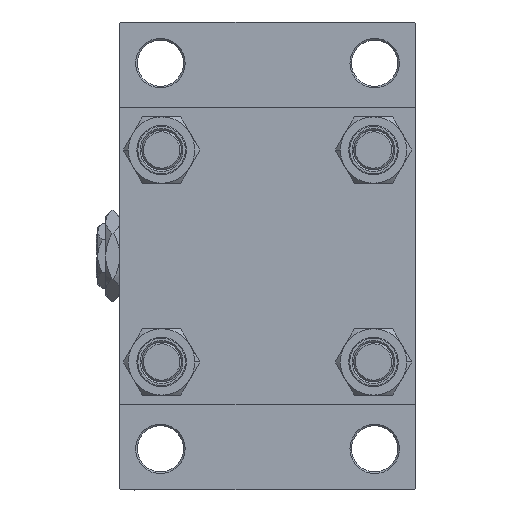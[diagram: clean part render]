
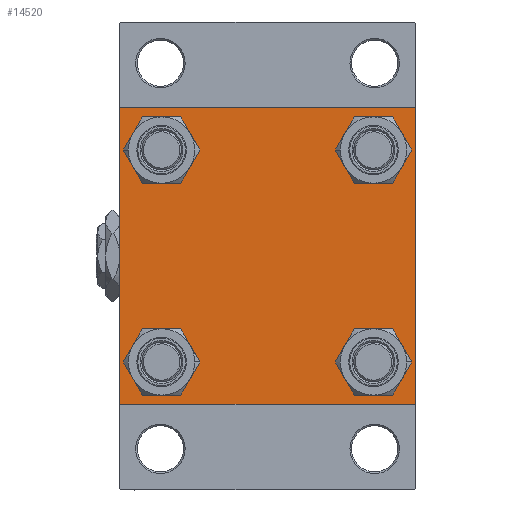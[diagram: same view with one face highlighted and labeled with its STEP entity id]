
A CAD part, left-side view. The second image highlights one B-rep face of the part: STEP entity #14520.
In plain terms, the highlighted planar face has unit normal (-1, 0, 0).
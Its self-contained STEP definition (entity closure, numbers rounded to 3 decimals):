
#38 = ORIENTED_EDGE ( 'NONE', *, *, #11425, .T. ) ;
#594 = VERTEX_POINT ( 'NONE', #9922 ) ;
#1091 = VERTEX_POINT ( 'NONE', #47572 ) ;
#1425 = DIRECTION ( 'NONE',  ( 0., 0., -1. ) ) ;
#1575 = CARTESIAN_POINT ( 'NONE',  ( 0., -32.15, 25.65 ) ) ;
#2265 = DIRECTION ( 'NONE',  ( 1., 0., 0. ) ) ;
#3005 = DIRECTION ( 'NONE',  ( 1., 0., 0. ) ) ;
#3072 = PLANE ( 'NONE',  #30948 ) ;
#3919 = CARTESIAN_POINT ( 'NONE',  ( 0., -44.5, -45. ) ) ;
#4467 = VERTEX_POINT ( 'NONE', #34686 ) ;
#5087 = AXIS2_PLACEMENT_3D ( 'NONE', #20194, #46576, #27490 ) ;
#5508 = EDGE_CURVE ( 'NONE', #6446, #16075, #38146, .T. ) ;
#5929 = EDGE_CURVE ( 'NONE', #1091, #15122, #28368, .T. ) ;
#6227 = AXIS2_PLACEMENT_3D ( 'NONE', #44014, #25169, #13598 ) ;
#6446 = VERTEX_POINT ( 'NONE', #26027 ) ;
#7554 = LINE ( 'NONE', #37513, #28929 ) ;
#7883 = ORIENTED_EDGE ( 'NONE', *, *, #5929, .T. ) ;
#8793 = VERTEX_POINT ( 'NONE', #35451 ) ;
#9833 = CARTESIAN_POINT ( 'NONE',  ( 0., 44.75, 44.75 ) ) ;
#9922 = CARTESIAN_POINT ( 'NONE',  ( 0., 44.5, 45. ) ) ;
#10199 = ORIENTED_EDGE ( 'NONE', *, *, #46998, .T. ) ;
#10811 = AXIS2_PLACEMENT_3D ( 'NONE', #37929, #33925, #22348 ) ;
#10867 = DIRECTION ( 'NONE',  ( 0., 0., 1. ) ) ;
#10983 = CARTESIAN_POINT ( 'NONE',  ( 0., -45., 45. ) ) ;
#11112 = CARTESIAN_POINT ( 'NONE',  ( 0., -44.75, -44.75 ) ) ;
#11425 = EDGE_CURVE ( 'NONE', #40034, #4467, #13583, .T. ) ;
#11690 = ORIENTED_EDGE ( 'NONE', *, *, #41855, .T. ) ;
#13132 = VECTOR ( 'NONE', #13612, 1000. ) ;
#13228 = CARTESIAN_POINT ( 'NONE',  ( 0., 32.15, 38.65 ) ) ;
#13583 = LINE ( 'NONE', #47767, #42156 ) ;
#13598 = DIRECTION ( 'NONE',  ( 0., 0., 1. ) ) ;
#13612 = DIRECTION ( 'NONE',  ( 0., -1., 0. ) ) ;
#13704 = EDGE_CURVE ( 'NONE', #6446, #48626, #47530, .T. ) ;
#14520 = ADVANCED_FACE ( 'NONE', ( #22216, #37556, #26731, #15403, #45816 ), #3072, .T. ) ;
#14545 = ORIENTED_EDGE ( 'NONE', *, *, #18733, .T. ) ;
#15037 = DIRECTION ( 'NONE',  ( 1., 0., 0. ) ) ;
#15122 = VERTEX_POINT ( 'NONE', #30627 ) ;
#15219 = VECTOR ( 'NONE', #1425, 1000. ) ;
#15296 = VERTEX_POINT ( 'NONE', #13228 ) ;
#15403 = FACE_BOUND ( 'NONE', #35387, .T. ) ;
#15485 = CARTESIAN_POINT ( 'NONE',  ( 0., -32.15, -32.15 ) ) ;
#15585 = CIRCLE ( 'NONE', #22852, 6.5 ) ;
#15727 = DIRECTION ( 'NONE',  ( 0., 0., 1. ) ) ;
#15775 = CARTESIAN_POINT ( 'NONE',  ( 0., 32.15, 32.15 ) ) ;
#16069 = DIRECTION ( 'NONE',  ( 1., 0., 0. ) ) ;
#16075 = VERTEX_POINT ( 'NONE', #46392 ) ;
#16143 = EDGE_CURVE ( 'NONE', #41895, #24841, #38988, .T. ) ;
#17308 = AXIS2_PLACEMENT_3D ( 'NONE', #15485, #34612, #15727 ) ;
#17464 = EDGE_LOOP ( 'NONE', ( #11690, #43159 ) ) ;
#17658 = ORIENTED_EDGE ( 'NONE', *, *, #47834, .T. ) ;
#17891 = VECTOR ( 'NONE', #26337, 1000. ) ;
#17970 = EDGE_CURVE ( 'NONE', #31430, #8793, #25423, .T. ) ;
#18040 = CIRCLE ( 'NONE', #10811, 6.5 ) ;
#18567 = CARTESIAN_POINT ( 'NONE',  ( 0., -32.15, 32.15 ) ) ;
#18668 = LINE ( 'NONE', #11112, #46569 ) ;
#18733 = EDGE_CURVE ( 'NONE', #594, #42450, #44277, .T. ) ;
#19309 = DIRECTION ( 'NONE',  ( 0., 0., 1. ) ) ;
#19731 = ORIENTED_EDGE ( 'NONE', *, *, #32162, .T. ) ;
#19825 = VECTOR ( 'NONE', #25189, 1000. ) ;
#20194 = CARTESIAN_POINT ( 'NONE',  ( 0., 32.15, 32.15 ) ) ;
#20405 = DIRECTION ( 'NONE',  ( 0., 0.707, 0.707 ) ) ;
#20807 = ORIENTED_EDGE ( 'NONE', *, *, #13704, .T. ) ;
#22216 = FACE_BOUND ( 'NONE', #17464, .T. ) ;
#22348 = DIRECTION ( 'NONE',  ( 0., 0., 1. ) ) ;
#22852 = AXIS2_PLACEMENT_3D ( 'NONE', #15775, #15037, #27589 ) ;
#22954 = DIRECTION ( 'NONE',  ( 0., 0., 1. ) ) ;
#23809 = AXIS2_PLACEMENT_3D ( 'NONE', #18567, #2265, #19309 ) ;
#24819 = CARTESIAN_POINT ( 'NONE',  ( 0., -32.15, -25.65 ) ) ;
#24841 = VERTEX_POINT ( 'NONE', #24819 ) ;
#24924 = CARTESIAN_POINT ( 'NONE',  ( 0., -32.15, -38.65 ) ) ;
#25169 = DIRECTION ( 'NONE',  ( 1., 0., 0. ) ) ;
#25189 = DIRECTION ( 'NONE',  ( 0., 0.707, -0.707 ) ) ;
#25423 = CIRCLE ( 'NONE', #23809, 6.5 ) ;
#26027 = CARTESIAN_POINT ( 'NONE',  ( 0., -45., 44.5 ) ) ;
#26199 = EDGE_CURVE ( 'NONE', #29650, #15296, #34023, .T. ) ;
#26337 = DIRECTION ( 'NONE',  ( 0., 0., -1. ) ) ;
#26731 = FACE_BOUND ( 'NONE', #40461, .T. ) ;
#26982 = CARTESIAN_POINT ( 'NONE',  ( 0., 0., 0. ) ) ;
#27490 = DIRECTION ( 'NONE',  ( 0., 0., 1. ) ) ;
#27589 = DIRECTION ( 'NONE',  ( 0., 0., 1. ) ) ;
#28359 = CARTESIAN_POINT ( 'NONE',  ( 0., 45., 45. ) ) ;
#28368 = CIRCLE ( 'NONE', #41221, 6.5 ) ;
#28929 = VECTOR ( 'NONE', #37996, 1000. ) ;
#29017 = CARTESIAN_POINT ( 'NONE',  ( 0., 32.15, 25.65 ) ) ;
#29035 = ORIENTED_EDGE ( 'NONE', *, *, #29859, .F. ) ;
#29650 = VERTEX_POINT ( 'NONE', #29017 ) ;
#29661 = ORIENTED_EDGE ( 'NONE', *, *, #26199, .T. ) ;
#29781 = ORIENTED_EDGE ( 'NONE', *, *, #5508, .F. ) ;
#29859 = EDGE_CURVE ( 'NONE', #594, #48626, #46318, .T. ) ;
#30349 = CIRCLE ( 'NONE', #6227, 6.5 ) ;
#30627 = CARTESIAN_POINT ( 'NONE',  ( 0., 32.15, -25.65 ) ) ;
#30948 = AXIS2_PLACEMENT_3D ( 'NONE', #26982, #38534, #22954 ) ;
#31036 = EDGE_CURVE ( 'NONE', #15296, #29650, #15585, .T. ) ;
#31430 = VERTEX_POINT ( 'NONE', #1575 ) ;
#31894 = LINE ( 'NONE', #28359, #15219 ) ;
#32162 = EDGE_CURVE ( 'NONE', #24841, #41895, #18040, .T. ) ;
#32177 = EDGE_LOOP ( 'NONE', ( #19731, #47846 ) ) ;
#32684 = EDGE_LOOP ( 'NONE', ( #38501, #38, #17658, #10199, #29781, #20807, #29035, #14545 ) ) ;
#33460 = DIRECTION ( 'NONE',  ( 0., -0.707, -0.707 ) ) ;
#33925 = DIRECTION ( 'NONE',  ( 1., 0., 0. ) ) ;
#34015 = DIRECTION ( 'NONE',  ( 0., -0.707, 0.707 ) ) ;
#34023 = CIRCLE ( 'NONE', #5087, 6.5 ) ;
#34612 = DIRECTION ( 'NONE',  ( 1., 0., 0. ) ) ;
#34686 = CARTESIAN_POINT ( 'NONE',  ( 0., 44.5, -45. ) ) ;
#35162 = AXIS2_PLACEMENT_3D ( 'NONE', #37486, #3005, #37974 ) ;
#35387 = EDGE_LOOP ( 'NONE', ( #47372, #29661 ) ) ;
#35451 = CARTESIAN_POINT ( 'NONE',  ( 0., -32.15, 38.65 ) ) ;
#37311 = VERTEX_POINT ( 'NONE', #3919 ) ;
#37486 = CARTESIAN_POINT ( 'NONE',  ( 0., 32.15, -32.15 ) ) ;
#37513 = CARTESIAN_POINT ( 'NONE',  ( 0., 45., -45. ) ) ;
#37556 = FACE_BOUND ( 'NONE', #32177, .T. ) ;
#37929 = CARTESIAN_POINT ( 'NONE',  ( 0., -32.15, -32.15 ) ) ;
#37974 = DIRECTION ( 'NONE',  ( 0., 0., 1. ) ) ;
#37996 = DIRECTION ( 'NONE',  ( 0., -1., 0. ) ) ;
#38146 = LINE ( 'NONE', #10983, #17891 ) ;
#38269 = CIRCLE ( 'NONE', #35162, 6.5 ) ;
#38501 = ORIENTED_EDGE ( 'NONE', *, *, #45994, .T. ) ;
#38534 = DIRECTION ( 'NONE',  ( -1., 0., 0. ) ) ;
#38921 = EDGE_CURVE ( 'NONE', #15122, #1091, #38269, .T. ) ;
#38988 = CIRCLE ( 'NONE', #17308, 6.5 ) ;
#40034 = VERTEX_POINT ( 'NONE', #44431 ) ;
#40461 = EDGE_LOOP ( 'NONE', ( #47431, #7883 ) ) ;
#41221 = AXIS2_PLACEMENT_3D ( 'NONE', #41547, #16069, #10867 ) ;
#41547 = CARTESIAN_POINT ( 'NONE',  ( 0., 32.15, -32.15 ) ) ;
#41855 = EDGE_CURVE ( 'NONE', #8793, #31430, #30349, .T. ) ;
#41895 = VERTEX_POINT ( 'NONE', #24924 ) ;
#42156 = VECTOR ( 'NONE', #33460, 1000. ) ;
#42450 = VERTEX_POINT ( 'NONE', #44455 ) ;
#42554 = CARTESIAN_POINT ( 'NONE',  ( 0., 45., 45. ) ) ;
#43089 = CARTESIAN_POINT ( 'NONE',  ( 0., -44.5, 45. ) ) ;
#43159 = ORIENTED_EDGE ( 'NONE', *, *, #17970, .T. ) ;
#44014 = CARTESIAN_POINT ( 'NONE',  ( 0., -32.15, 32.15 ) ) ;
#44277 = LINE ( 'NONE', #9833, #19825 ) ;
#44431 = CARTESIAN_POINT ( 'NONE',  ( 0., 45., -44.5 ) ) ;
#44455 = CARTESIAN_POINT ( 'NONE',  ( 0., 45., 44.5 ) ) ;
#45816 = FACE_OUTER_BOUND ( 'NONE', #32684, .T. ) ;
#45994 = EDGE_CURVE ( 'NONE', #42450, #40034, #31894, .T. ) ;
#46318 = LINE ( 'NONE', #42554, #13132 ) ;
#46392 = CARTESIAN_POINT ( 'NONE',  ( 0., -45., -44.5 ) ) ;
#46569 = VECTOR ( 'NONE', #34015, 1000. ) ;
#46576 = DIRECTION ( 'NONE',  ( 1., 0., 0. ) ) ;
#46998 = EDGE_CURVE ( 'NONE', #37311, #16075, #18668, .T. ) ;
#47372 = ORIENTED_EDGE ( 'NONE', *, *, #31036, .T. ) ;
#47431 = ORIENTED_EDGE ( 'NONE', *, *, #38921, .T. ) ;
#47530 = LINE ( 'NONE', #47784, #49357 ) ;
#47572 = CARTESIAN_POINT ( 'NONE',  ( 0., 32.15, -38.65 ) ) ;
#47767 = CARTESIAN_POINT ( 'NONE',  ( 0., 44.75, -44.75 ) ) ;
#47784 = CARTESIAN_POINT ( 'NONE',  ( 0., -44.75, 44.75 ) ) ;
#47834 = EDGE_CURVE ( 'NONE', #4467, #37311, #7554, .T. ) ;
#47846 = ORIENTED_EDGE ( 'NONE', *, *, #16143, .T. ) ;
#48626 = VERTEX_POINT ( 'NONE', #43089 ) ;
#49357 = VECTOR ( 'NONE', #20405, 1000. ) ;
